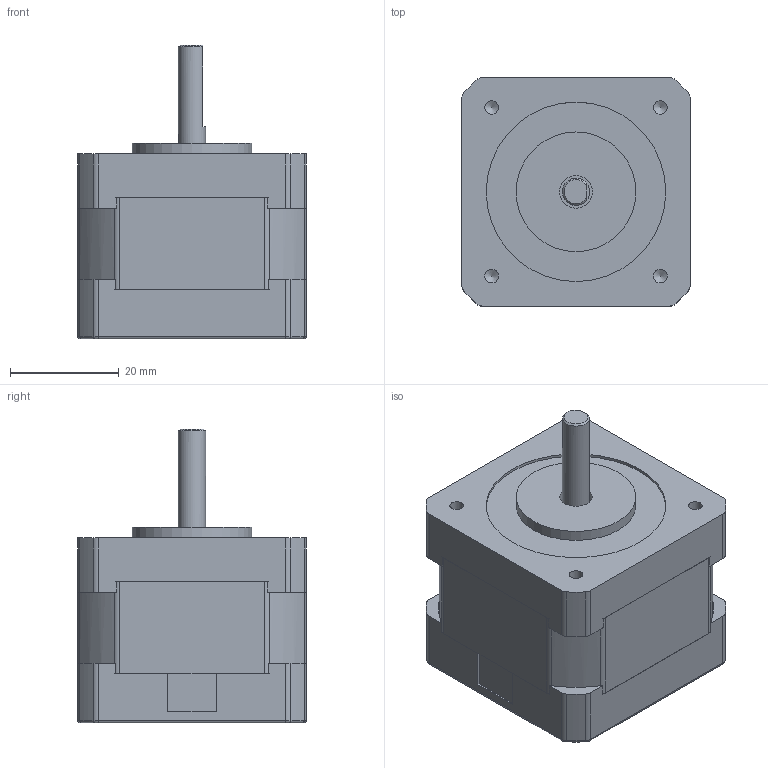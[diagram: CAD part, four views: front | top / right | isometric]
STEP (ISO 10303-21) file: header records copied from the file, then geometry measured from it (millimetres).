
FILE_DESCRIPTION( ( '' ), '1' );
FILE_NAME( 'MS543H-A.stp', '2018-10-30T06:05:49', ( 'Dimamotor' ), ( 'Dimamotor' ), 'PSStep 17.0.49', ' ', ' ' );
FILE_SCHEMA( ( 'AUTOMOTIVE_DESIGN { 1 0 10303 214 1 1 1 1 }' ) );
Length unit declared in the file: millimetre
Products named in the file (2): 1; 2
Bounding box: 42 x 42 x 54 mm (x, y, z)
Volume: 58887.3 mm3; surface area: 10645.3 mm2
Topology: 2 solids, 2 shells, 110 faces, 290 edges, 188 vertices
Faces by surface type: cylinder 57, plane 36, torus 12, cone 5
Full cylindrical faces by diameter (mm): 2.5 x4, 5 x1, 6 x2, 22 x1, 33 x1
Entity records: 4206 total; most frequent: DIRECTION 624, CARTESIAN_POINT 565, ORIENTED_EDGE 532, EDGE_CURVE 266, AXIS2_PLACEMENT_3D 248, VERTEX_POINT 181, CIRCLE 136, EDGE_LOOP 129
